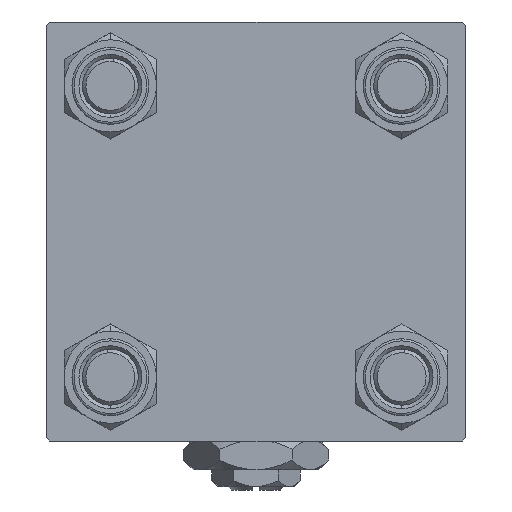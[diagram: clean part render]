
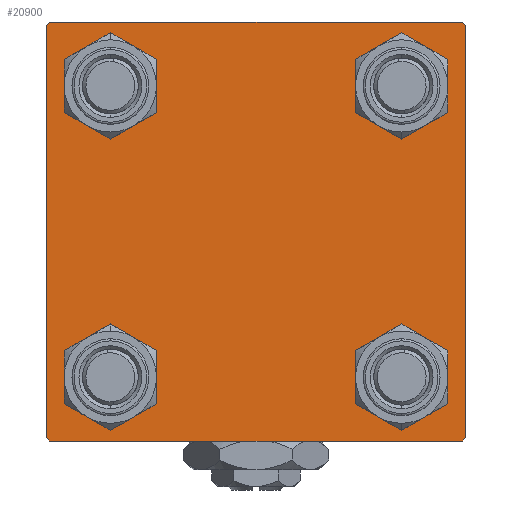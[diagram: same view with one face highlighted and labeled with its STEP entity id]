
A CAD part, left-side view. The second image highlights one B-rep face of the part: STEP entity #20900.
In plain terms, the highlighted planar face has unit normal (-1, 0, 0).
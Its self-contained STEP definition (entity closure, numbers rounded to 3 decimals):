
#1963 = VECTOR ( 'NONE', #42334, 1000. ) ;
#2250 = LINE ( 'NONE', #34356, #1963 ) ;
#2800 = VECTOR ( 'NONE', #12882, 1000. ) ;
#3102 = VECTOR ( 'NONE', #27600, 1000. ) ;
#3428 = DIRECTION ( 'NONE',  ( 0., 0., 1. ) ) ;
#3552 = CIRCLE ( 'NONE', #49335, 4.5 ) ;
#3624 = ORIENTED_EDGE ( 'NONE', *, *, #26530, .T. ) ;
#3973 = CARTESIAN_POINT ( 'NONE',  ( 0., 30., -30. ) ) ;
#4147 = CARTESIAN_POINT ( 'NONE',  ( 0., -20.85, -16.35 ) ) ;
#4217 = CIRCLE ( 'NONE', #39813, 4.5 ) ;
#5001 = ORIENTED_EDGE ( 'NONE', *, *, #19510, .T. ) ;
#5139 = ORIENTED_EDGE ( 'NONE', *, *, #49303, .T. ) ;
#5385 = CARTESIAN_POINT ( 'NONE',  ( 0., 20.85, 25.35 ) ) ;
#6026 = CARTESIAN_POINT ( 'NONE',  ( 0., -29.5, 30. ) ) ;
#6225 = DIRECTION ( 'NONE',  ( 1., 0., 0. ) ) ;
#6303 = CARTESIAN_POINT ( 'NONE',  ( 0., -20.85, 25.35 ) ) ;
#6383 = DIRECTION ( 'NONE',  ( 0., 0., 1. ) ) ;
#6644 = FACE_OUTER_BOUND ( 'NONE', #9651, .T. ) ;
#6695 = EDGE_CURVE ( 'NONE', #42606, #37774, #19271, .T. ) ;
#7548 = DIRECTION ( 'NONE',  ( 1., 0., 0. ) ) ;
#7557 = LINE ( 'NONE', #23736, #41469 ) ;
#7745 = EDGE_LOOP ( 'NONE', ( #49286, #50253 ) ) ;
#7801 = CARTESIAN_POINT ( 'NONE',  ( 0., 20.85, 20.85 ) ) ;
#8012 = ORIENTED_EDGE ( 'NONE', *, *, #37068, .T. ) ;
#8925 = VECTOR ( 'NONE', #26322, 1000. ) ;
#9564 = CARTESIAN_POINT ( 'NONE',  ( 0., 29.5, -30. ) ) ;
#9651 = EDGE_LOOP ( 'NONE', ( #35942, #3624, #33521, #22494, #47771, #37374, #31347, #5139 ) ) ;
#9955 = VERTEX_POINT ( 'NONE', #9564 ) ;
#10140 = CARTESIAN_POINT ( 'NONE',  ( 0., 30., 30. ) ) ;
#10207 = VERTEX_POINT ( 'NONE', #41890 ) ;
#10377 = AXIS2_PLACEMENT_3D ( 'NONE', #10627, #43015, #6383 ) ;
#10627 = CARTESIAN_POINT ( 'NONE',  ( 0., 0., 0. ) ) ;
#10823 = CARTESIAN_POINT ( 'NONE',  ( 0., 30., 29.5 ) ) ;
#11088 = DIRECTION ( 'NONE',  ( 1., 0., 0. ) ) ;
#11586 = CIRCLE ( 'NONE', #30209, 4.5 ) ;
#11661 = DIRECTION ( 'NONE',  ( 1., 0., 0. ) ) ;
#12055 = VERTEX_POINT ( 'NONE', #42156 ) ;
#12434 = CARTESIAN_POINT ( 'NONE',  ( 0., -20.85, 20.85 ) ) ;
#12882 = DIRECTION ( 'NONE',  ( 0., -0.707, 0.707 ) ) ;
#13034 = VERTEX_POINT ( 'NONE', #26467 ) ;
#14876 = FACE_BOUND ( 'NONE', #48023, .T. ) ;
#14941 = EDGE_CURVE ( 'NONE', #41758, #41966, #16581, .T. ) ;
#15138 = FACE_BOUND ( 'NONE', #51214, .T. ) ;
#15994 = CARTESIAN_POINT ( 'NONE',  ( 0., -30., 29.5 ) ) ;
#16581 = CIRCLE ( 'NONE', #18247, 4.5 ) ;
#17378 = CARTESIAN_POINT ( 'NONE',  ( 0., -20.85, -20.85 ) ) ;
#17915 = EDGE_LOOP ( 'NONE', ( #5001, #47912 ) ) ;
#18247 = AXIS2_PLACEMENT_3D ( 'NONE', #20903, #33644, #21946 ) ;
#18971 = VECTOR ( 'NONE', #48461, 1000. ) ;
#19246 = VERTEX_POINT ( 'NONE', #33962 ) ;
#19271 = LINE ( 'NONE', #24284, #18971 ) ;
#19358 = DIRECTION ( 'NONE',  ( 0., 0., 1. ) ) ;
#19510 = EDGE_CURVE ( 'NONE', #41966, #41758, #3552, .T. ) ;
#19613 = VERTEX_POINT ( 'NONE', #48168 ) ;
#19635 = EDGE_CURVE ( 'NONE', #38707, #12055, #19993, .T. ) ;
#19993 = LINE ( 'NONE', #39914, #37425 ) ;
#20380 = VERTEX_POINT ( 'NONE', #6303 ) ;
#20900 = ADVANCED_FACE ( 'NONE', ( #15138, #39022, #26814, #14876, #6644 ), #31054, .T. ) ;
#20903 = CARTESIAN_POINT ( 'NONE',  ( 0., -20.85, -20.85 ) ) ;
#21946 = DIRECTION ( 'NONE',  ( 0., 0., 1. ) ) ;
#21982 = VERTEX_POINT ( 'NONE', #6026 ) ;
#22494 = ORIENTED_EDGE ( 'NONE', *, *, #23114, .T. ) ;
#22812 = CARTESIAN_POINT ( 'NONE',  ( 0., 20.85, 20.85 ) ) ;
#23114 = EDGE_CURVE ( 'NONE', #19613, #12055, #48235, .T. ) ;
#23724 = VERTEX_POINT ( 'NONE', #5385 ) ;
#23736 = CARTESIAN_POINT ( 'NONE',  ( 0., -29.75, 29.75 ) ) ;
#24195 = VECTOR ( 'NONE', #43048, 1000. ) ;
#24284 = CARTESIAN_POINT ( 'NONE',  ( 0., 30., 30. ) ) ;
#25092 = CIRCLE ( 'NONE', #50663, 4.5 ) ;
#25525 = LINE ( 'NONE', #10140, #8925 ) ;
#25943 = AXIS2_PLACEMENT_3D ( 'NONE', #7801, #7548, #28224 ) ;
#26322 = DIRECTION ( 'NONE',  ( 0., -1., 0. ) ) ;
#26467 = CARTESIAN_POINT ( 'NONE',  ( 0., 20.85, -25.35 ) ) ;
#26530 = EDGE_CURVE ( 'NONE', #37774, #9955, #2250, .T. ) ;
#26747 = CARTESIAN_POINT ( 'NONE',  ( 0., 30., -29.5 ) ) ;
#26814 = FACE_BOUND ( 'NONE', #7745, .T. ) ;
#26922 = CARTESIAN_POINT ( 'NONE',  ( 0., 29.5, 30. ) ) ;
#26955 = DIRECTION ( 'NONE',  ( 0., 0., 1. ) ) ;
#27362 = CARTESIAN_POINT ( 'NONE',  ( 0., 29.75, 29.75 ) ) ;
#27600 = DIRECTION ( 'NONE',  ( 0., -1., 0. ) ) ;
#27724 = AXIS2_PLACEMENT_3D ( 'NONE', #22812, #39800, #19358 ) ;
#28224 = DIRECTION ( 'NONE',  ( 0., 0., 1. ) ) ;
#28472 = CIRCLE ( 'NONE', #51281, 4.5 ) ;
#29591 = DIRECTION ( 'NONE',  ( 0., 0., 1. ) ) ;
#30209 = AXIS2_PLACEMENT_3D ( 'NONE', #51462, #11088, #43469 ) ;
#30557 = LINE ( 'NONE', #27362, #24195 ) ;
#31054 = PLANE ( 'NONE',  #10377 ) ;
#31347 = ORIENTED_EDGE ( 'NONE', *, *, #31857, .F. ) ;
#31460 = CARTESIAN_POINT ( 'NONE',  ( 0., 20.85, -20.85 ) ) ;
#31772 = DIRECTION ( 'NONE',  ( 1., 0., 0. ) ) ;
#31857 = EDGE_CURVE ( 'NONE', #49955, #21982, #25525, .T. ) ;
#33521 = ORIENTED_EDGE ( 'NONE', *, *, #37597, .T. ) ;
#33644 = DIRECTION ( 'NONE',  ( 1., 0., 0. ) ) ;
#33913 = CARTESIAN_POINT ( 'NONE',  ( 0., -20.85, -25.35 ) ) ;
#33962 = CARTESIAN_POINT ( 'NONE',  ( 0., 20.85, 16.35 ) ) ;
#34356 = CARTESIAN_POINT ( 'NONE',  ( 0., 29.75, -29.75 ) ) ;
#34958 = DIRECTION ( 'NONE',  ( 0., 0., 1. ) ) ;
#35644 = CARTESIAN_POINT ( 'NONE',  ( 0., 20.85, -16.35 ) ) ;
#35898 = EDGE_CURVE ( 'NONE', #23724, #19246, #50622, .T. ) ;
#35942 = ORIENTED_EDGE ( 'NONE', *, *, #6695, .T. ) ;
#35995 = CARTESIAN_POINT ( 'NONE',  ( 0., -29.75, -29.75 ) ) ;
#37068 = EDGE_CURVE ( 'NONE', #10207, #20380, #25092, .T. ) ;
#37374 = ORIENTED_EDGE ( 'NONE', *, *, #44215, .T. ) ;
#37425 = VECTOR ( 'NONE', #52411, 1000. ) ;
#37597 = EDGE_CURVE ( 'NONE', #9955, #19613, #39819, .T. ) ;
#37774 = VERTEX_POINT ( 'NONE', #26747 ) ;
#37943 = EDGE_CURVE ( 'NONE', #13034, #40688, #11586, .T. ) ;
#38707 = VERTEX_POINT ( 'NONE', #15994 ) ;
#39022 = FACE_BOUND ( 'NONE', #17915, .T. ) ;
#39223 = ORIENTED_EDGE ( 'NONE', *, *, #50369, .T. ) ;
#39426 = DIRECTION ( 'NONE',  ( 1., 0., 0. ) ) ;
#39800 = DIRECTION ( 'NONE',  ( 1., 0., 0. ) ) ;
#39813 = AXIS2_PLACEMENT_3D ( 'NONE', #31460, #39426, #26955 ) ;
#39819 = LINE ( 'NONE', #3973, #3102 ) ;
#39914 = CARTESIAN_POINT ( 'NONE',  ( 0., -30., 30. ) ) ;
#39931 = DIRECTION ( 'NONE',  ( 0., 0.707, 0.707 ) ) ;
#40356 = CIRCLE ( 'NONE', #25943, 4.5 ) ;
#40688 = VERTEX_POINT ( 'NONE', #35644 ) ;
#41469 = VECTOR ( 'NONE', #39931, 1000. ) ;
#41758 = VERTEX_POINT ( 'NONE', #33913 ) ;
#41890 = CARTESIAN_POINT ( 'NONE',  ( 0., -20.85, 16.35 ) ) ;
#41966 = VERTEX_POINT ( 'NONE', #4147 ) ;
#42156 = CARTESIAN_POINT ( 'NONE',  ( 0., -30., -29.5 ) ) ;
#42334 = DIRECTION ( 'NONE',  ( 0., -0.707, -0.707 ) ) ;
#42606 = VERTEX_POINT ( 'NONE', #10823 ) ;
#43015 = DIRECTION ( 'NONE',  ( -1., 0., 0. ) ) ;
#43048 = DIRECTION ( 'NONE',  ( 0., 0.707, -0.707 ) ) ;
#43460 = CARTESIAN_POINT ( 'NONE',  ( 0., -20.85, 20.85 ) ) ;
#43469 = DIRECTION ( 'NONE',  ( 0., 0., 1. ) ) ;
#44215 = EDGE_CURVE ( 'NONE', #38707, #21982, #7557, .T. ) ;
#45832 = EDGE_CURVE ( 'NONE', #40688, #13034, #4217, .T. ) ;
#47771 = ORIENTED_EDGE ( 'NONE', *, *, #19635, .F. ) ;
#47912 = ORIENTED_EDGE ( 'NONE', *, *, #14941, .T. ) ;
#48023 = EDGE_LOOP ( 'NONE', ( #48250, #51829 ) ) ;
#48168 = CARTESIAN_POINT ( 'NONE',  ( 0., -29.5, -30. ) ) ;
#48235 = LINE ( 'NONE', #35995, #2800 ) ;
#48250 = ORIENTED_EDGE ( 'NONE', *, *, #35898, .T. ) ;
#48461 = DIRECTION ( 'NONE',  ( 0., 0., -1. ) ) ;
#49286 = ORIENTED_EDGE ( 'NONE', *, *, #45832, .T. ) ;
#49303 = EDGE_CURVE ( 'NONE', #49955, #42606, #30557, .T. ) ;
#49335 = AXIS2_PLACEMENT_3D ( 'NONE', #17378, #6225, #29591 ) ;
#49955 = VERTEX_POINT ( 'NONE', #26922 ) ;
#50253 = ORIENTED_EDGE ( 'NONE', *, *, #37943, .T. ) ;
#50369 = EDGE_CURVE ( 'NONE', #20380, #10207, #28472, .T. ) ;
#50622 = CIRCLE ( 'NONE', #27724, 4.5 ) ;
#50663 = AXIS2_PLACEMENT_3D ( 'NONE', #43460, #31772, #34958 ) ;
#51044 = EDGE_CURVE ( 'NONE', #19246, #23724, #40356, .T. ) ;
#51214 = EDGE_LOOP ( 'NONE', ( #39223, #8012 ) ) ;
#51281 = AXIS2_PLACEMENT_3D ( 'NONE', #12434, #11661, #3428 ) ;
#51462 = CARTESIAN_POINT ( 'NONE',  ( 0., 20.85, -20.85 ) ) ;
#51829 = ORIENTED_EDGE ( 'NONE', *, *, #51044, .T. ) ;
#52411 = DIRECTION ( 'NONE',  ( 0., 0., -1. ) ) ;
